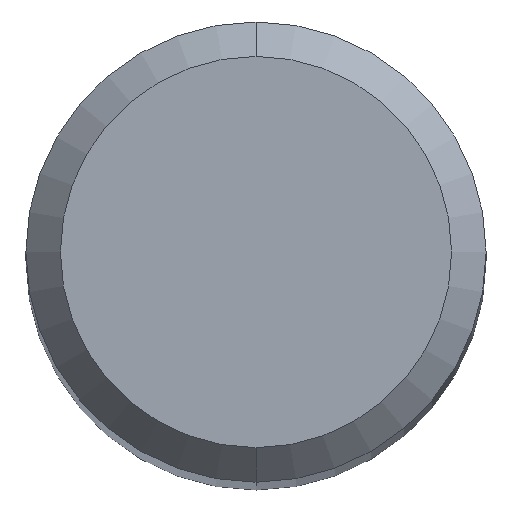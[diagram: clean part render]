
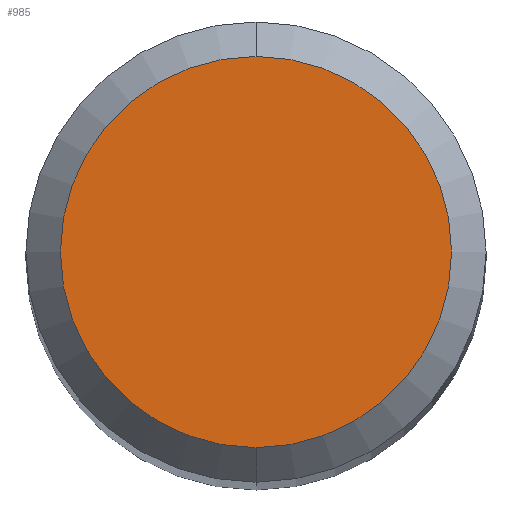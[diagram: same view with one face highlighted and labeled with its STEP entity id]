
A CAD part, top view. The second image highlights one B-rep face of the part: STEP entity #985.
In plain terms, the highlighted planar face has unit normal (0, 0, 1).
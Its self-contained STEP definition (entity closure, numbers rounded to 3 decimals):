
#373=VERTEX_POINT('',#1054);
#743=EDGE_CURVE('',#373,#857,#1456,.T.);
#857=VERTEX_POINT('',#1580);
#963=EDGE_CURVE('',#857,#373,#1695,.T.);
#985=ADVANCED_FACE('',(#1720),#1721,.T.);
#1054=CARTESIAN_POINT('',(0.,-1.7,0.0));
#1456=CIRCLE('',#3432,1.7);
#1580=CARTESIAN_POINT('',(0.0,1.7,0.0));
#1695=CIRCLE('',#4610,1.7);
#1720=FACE_OUTER_BOUND('',#4651,.T.);
#1721=PLANE('',#4652);
#3432=AXIS2_PLACEMENT_3D('',#5338,#5339,#5340);
#4610=AXIS2_PLACEMENT_3D('',#5576,#5577,#5578);
#4651=EDGE_LOOP('',(#5627,#5628));
#4652=AXIS2_PLACEMENT_3D('',#5629,#5630,#5631);
#5338=CARTESIAN_POINT('',(0.0,0.0,0.0));
#5339=DIRECTION('',(0.0,0.0,-1.0));
#5340=DIRECTION('',(0.0,1.0,0.0));
#5576=CARTESIAN_POINT('',(0.0,0.0,0.0));
#5577=DIRECTION('',(0.0,0.0,-1.0));
#5578=DIRECTION('',(0.0,1.0,0.0));
#5627=ORIENTED_EDGE('',*,*,#963,.F.);
#5628=ORIENTED_EDGE('',*,*,#743,.F.);
#5629=CARTESIAN_POINT('',(0.0,0.85,0.0));
#5630=DIRECTION('',(-0.0,0.0,1.0));
#5631=DIRECTION('',(0.0,-1.0,0.0));
